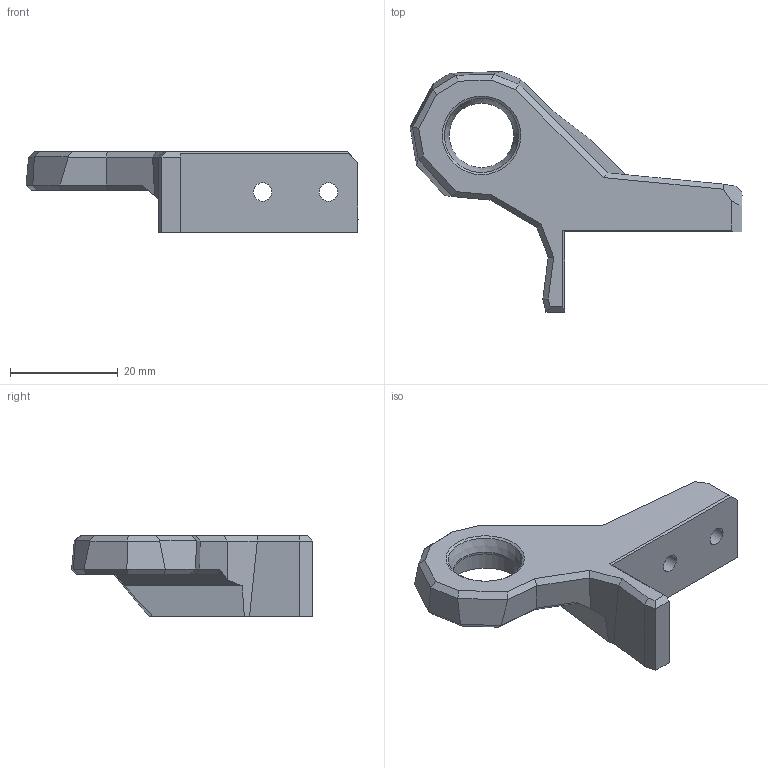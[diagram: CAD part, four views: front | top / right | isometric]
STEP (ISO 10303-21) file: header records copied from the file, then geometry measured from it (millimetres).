
FILE_DESCRIPTION(/* description */ (''),/* implementation_level */ '2;1');
FILE_NAME(/* name */ 'Z_Bed_Left_Mount_Top_x1.step',/* time_stamp */ '2025-12-31T11:09:43-05:00',/* author */ (''),/* organization */ (''),/* preprocessor_version */ 'ST-DEVELOPER v20.1',/* originating_system */ 'Autodesk Translation Framework v14.21.0.0',/* authorisation */ '');
FILE_SCHEMA (('AUTOMOTIVE_DESIGN { 1 0 10303 214 3 1 1 }'));
Length unit declared in the file: millimetre
Products named in the file (1): Z_Bed_Left
Bounding box: 61.72 x 44.78 x 15 mm (x, y, z)
Volume: 9312.3 mm3; surface area: 4656.9 mm2
Topology: 1 solids, 1 shells, 73 faces, 186 edges, 122 vertices
Faces by surface type: plane 61, cylinder 10, cone 2
Full cylindrical faces by diameter (mm): 2.8 x3, 2.9 x1, 3.4 x2, 6 x2, 12 x1, 14.2 x1
Entity records: 2234 total; most frequent: CARTESIAN_POINT 382, ORIENTED_EDGE 372, DIRECTION 357, EDGE_CURVE 186, LINE 163, VECTOR 163, VERTEX_POINT 122, AXIS2_PLACEMENT_3D 97
